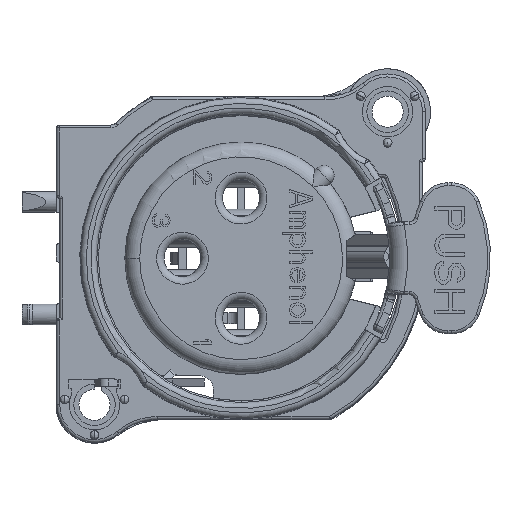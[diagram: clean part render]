
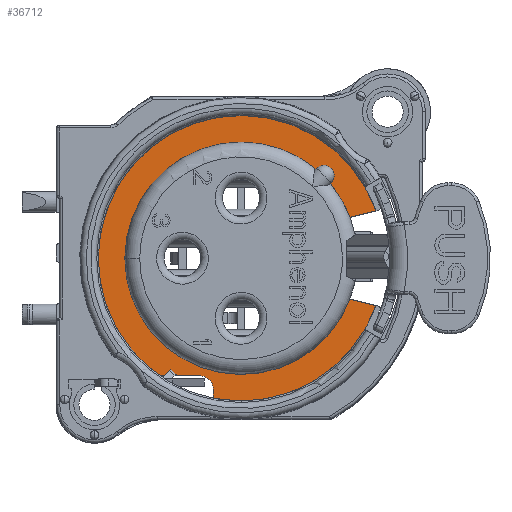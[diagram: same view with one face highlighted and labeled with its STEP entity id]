
A CAD part, front view. The second image highlights one B-rep face of the part: STEP entity #36712.
In plain terms, the highlighted planar face has unit normal (0, -1, 0).
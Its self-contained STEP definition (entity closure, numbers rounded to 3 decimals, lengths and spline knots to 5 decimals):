
#365=B_SPLINE_CURVE_WITH_KNOTS('',3,(#64142,#64143,#64144,#64145,#64146,
#64147,#64148,#64149,#64150,#64151,#64152,#64153,#64154),.UNSPECIFIED.,
 .F.,.F.,(4,3,3,3,4),(0.,0.32595,0.64603,0.96424,
1.),.UNSPECIFIED.);
#2345=FACE_OUTER_BOUND('',#4271,.T.);
#4271=EDGE_LOOP('',(#29171,#29172,#29173,#29174,#29175,#29176,#29177,#29178,
#29179,#29180,#29181,#29182,#29183));
#5984=LINE('',#59744,#9693);
#7335=LINE('',#62974,#11044);
#7686=LINE('',#64072,#11395);
#7697=LINE('',#64160,#11406);
#7698=LINE('',#64163,#11407);
#7699=LINE('',#64164,#11408);
#9693=VECTOR('',#43355,0.10758);
#11044=VECTOR('',#46072,0.07127);
#11395=VECTOR('',#47045,0.02302);
#11406=VECTOR('',#47082,0.0032);
#11407=VECTOR('',#47085,0.0032);
#11408=VECTOR('',#47086,0.07127);
#12746=CIRCLE('',#38317,0.37992);
#12750=CIRCLE('',#38321,0.37992);
#12913=CIRCLE('',#38970,0.30906);
#12916=CIRCLE('',#38974,0.30906);
#13052=CIRCLE('',#39331,0.0315);
#13053=CIRCLE('',#39333,0.02756);
#14567=VERTEX_POINT('',#59682);
#14568=VERTEX_POINT('',#59684);
#14575=VERTEX_POINT('',#59698);
#14576=VERTEX_POINT('',#59700);
#14590=VERTEX_POINT('',#59742);
#15625=VERTEX_POINT('',#62824);
#15626=VERTEX_POINT('',#62826);
#15631=VERTEX_POINT('',#62838);
#15632=VERTEX_POINT('',#62840);
#15946=VERTEX_POINT('',#64071);
#15948=VERTEX_POINT('',#64141);
#15949=VERTEX_POINT('',#64159);
#15950=VERTEX_POINT('',#64161);
#18452=EDGE_CURVE('',#14568,#14567,#12746,.T.);
#18460=EDGE_CURVE('',#14576,#14575,#12750,.T.);
#18478=EDGE_CURVE('',#14590,#14567,#5984,.T.);
#19969=EDGE_CURVE('',#15626,#15625,#12913,.T.);
#19976=EDGE_CURVE('',#15632,#15631,#12916,.T.);
#20045=EDGE_CURVE('',#14575,#15626,#7335,.T.);
#20535=EDGE_CURVE('',#14576,#15946,#7686,.T.);
#20548=EDGE_CURVE('',#15948,#15946,#365,.T.);
#20550=EDGE_CURVE('',#14590,#15948,#13052,.T.);
#20551=EDGE_CURVE('',#15949,#15625,#7697,.T.);
#20552=EDGE_CURVE('',#15950,#15949,#13053,.T.);
#20553=EDGE_CURVE('',#15632,#15950,#7698,.T.);
#20554=EDGE_CURVE('',#15631,#14568,#7699,.T.);
#29171=ORIENTED_EDGE('',*,*,#20551,.F.);
#29172=ORIENTED_EDGE('',*,*,#20552,.F.);
#29173=ORIENTED_EDGE('',*,*,#20553,.F.);
#29174=ORIENTED_EDGE('',*,*,#19976,.T.);
#29175=ORIENTED_EDGE('',*,*,#20554,.T.);
#29176=ORIENTED_EDGE('',*,*,#18452,.T.);
#29177=ORIENTED_EDGE('',*,*,#18478,.F.);
#29178=ORIENTED_EDGE('',*,*,#20550,.T.);
#29179=ORIENTED_EDGE('',*,*,#20548,.T.);
#29180=ORIENTED_EDGE('',*,*,#20535,.F.);
#29181=ORIENTED_EDGE('',*,*,#18460,.T.);
#29182=ORIENTED_EDGE('',*,*,#20045,.T.);
#29183=ORIENTED_EDGE('',*,*,#19969,.T.);
#33187=PLANE('',#39332);
#36712=ADVANCED_FACE('',(#2345),#33187,.T.);
#38317=AXIS2_PLACEMENT_3D('',#59685,#43319,#43320);
#38321=AXIS2_PLACEMENT_3D('',#59701,#43331,#43332);
#38970=AXIS2_PLACEMENT_3D('',#62827,#45940,#45941);
#38974=AXIS2_PLACEMENT_3D('',#62841,#45952,#45953);
#39331=AXIS2_PLACEMENT_3D('',#64157,#47078,#47079);
#39332=AXIS2_PLACEMENT_3D('',#64158,#47080,#47081);
#39333=AXIS2_PLACEMENT_3D('',#64162,#47083,#47084);
#43319=DIRECTION('center_axis',(0.,-1.,0.));
#43320=DIRECTION('ref_axis',(0.944,0.,0.331));
#43331=DIRECTION('center_axis',(0.,-1.,0.));
#43332=DIRECTION('ref_axis',(-0.195,0.,-0.981));
#43355=DIRECTION('',(-1.,0.,0.));
#45940=DIRECTION('center_axis',(0.,1.,0.));
#45941=DIRECTION('ref_axis',(0.936,0.,-0.352));
#45952=DIRECTION('center_axis',(0.,1.,0.));
#45953=DIRECTION('ref_axis',(0.767,0.,0.641));
#46072=DIRECTION('',(-0.971,0.,0.239));
#47045=DIRECTION('',(0.,0.,1.));
#47078=DIRECTION('center_axis',(0.,1.,0.));
#47079=DIRECTION('ref_axis',(0.,0.,1.));
#47080=DIRECTION('center_axis',(0.,-1.,0.));
#47081=DIRECTION('ref_axis',(-1.,0.,0.));
#47082=DIRECTION('',(-0.707,0.,-0.707));
#47083=DIRECTION('center_axis',(0.,-1.,0.));
#47084=DIRECTION('ref_axis',(0.707,0.,-0.707));
#47085=DIRECTION('',(0.707,0.,0.707));
#47086=DIRECTION('',(0.971,0.,0.239));
#59682=CARTESIAN_POINT('',(0.36733,0.52362,-0.8052));
#59684=CARTESIAN_POINT('',(0.94118,0.52362,-0.36644));
#59685=CARTESIAN_POINT('Origin',(0.58268,0.52362,-0.4922));
#59698=CARTESIAN_POINT('',(0.94118,0.52362,-0.61797));
#59700=CARTESIAN_POINT('',(0.50867,0.52362,-0.86485));
#59701=CARTESIAN_POINT('Origin',(0.58268,0.52362,-0.4922));
#59742=CARTESIAN_POINT('',(0.4749,0.52362,-0.8052));
#59744=CARTESIAN_POINT('',(0.4749,0.52362,-0.8052));
#62824=CARTESIAN_POINT('',(0.78085,0.52362,-0.25505));
#62826=CARTESIAN_POINT('',(0.87198,0.52362,-0.60092));
#62827=CARTESIAN_POINT('Origin',(0.58268,0.52362,-0.4922));
#62838=CARTESIAN_POINT('',(0.87198,0.52362,-0.38349));
#62840=CARTESIAN_POINT('',(0.81983,0.52362,-0.29403));
#62841=CARTESIAN_POINT('Origin',(0.58268,0.52362,-0.4922));
#62974=CARTESIAN_POINT('',(0.94118,0.52362,-0.61797));
#64071=CARTESIAN_POINT('',(0.50867,0.52362,-0.84183));
#64072=CARTESIAN_POINT('',(0.50867,0.52362,-0.86485));
#64141=CARTESIAN_POINT('',(0.49664,0.52362,-0.81389));
#64142=CARTESIAN_POINT('Ctrl Pts',(0.49664,0.52362,
-0.81389));
#64143=CARTESIAN_POINT('Ctrl Pts',(0.49909,0.52362,
-0.81624));
#64144=CARTESIAN_POINT('Ctrl Pts',(0.50125,0.52362,
-0.8189));
#64145=CARTESIAN_POINT('Ctrl Pts',(0.50302,0.52362,
-0.8218));
#64146=CARTESIAN_POINT('Ctrl Pts',(0.50476,0.52362,
-0.82464));
#64147=CARTESIAN_POINT('Ctrl Pts',(0.50613,0.52362,
-0.82772));
#64148=CARTESIAN_POINT('Ctrl Pts',(0.50708,0.52362,
-0.83091));
#64149=CARTESIAN_POINT('Ctrl Pts',(0.50803,0.52362,
-0.83409));
#64150=CARTESIAN_POINT('Ctrl Pts',(0.50856,0.52362,
-0.8374));
#64151=CARTESIAN_POINT('Ctrl Pts',(0.50865,0.52362,
-0.84071));
#64152=CARTESIAN_POINT('Ctrl Pts',(0.50866,0.52362,
-0.84108));
#64153=CARTESIAN_POINT('Ctrl Pts',(0.50867,0.52362,
-0.84145));
#64154=CARTESIAN_POINT('Ctrl Pts',(0.50867,0.52362,
-0.84183));
#64157=CARTESIAN_POINT('Origin',(0.4749,0.52362,-0.83669));
#64158=CARTESIAN_POINT('Origin',(0.58268,0.52362,-0.4922));
#64159=CARTESIAN_POINT('',(0.78312,0.52362,-0.25279));
#64160=CARTESIAN_POINT('',(0.78312,0.52362,-0.25279));
#64161=CARTESIAN_POINT('',(0.82209,0.52362,-0.29176));
#64162=CARTESIAN_POINT('Origin',(0.8026,0.52362,-0.27228));
#64163=CARTESIAN_POINT('',(0.81983,0.52362,-0.29403));
#64164=CARTESIAN_POINT('',(0.87198,0.52362,-0.38349));
